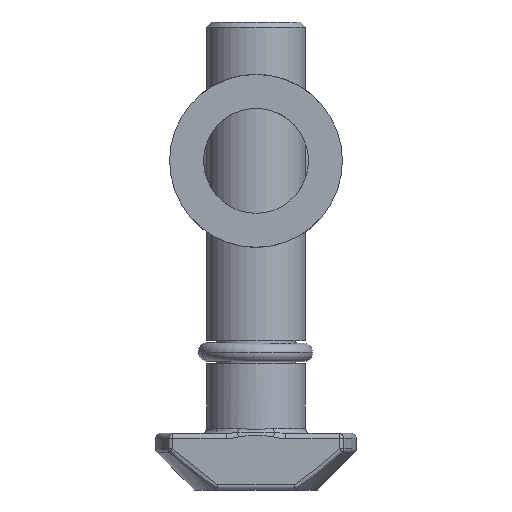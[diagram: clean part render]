
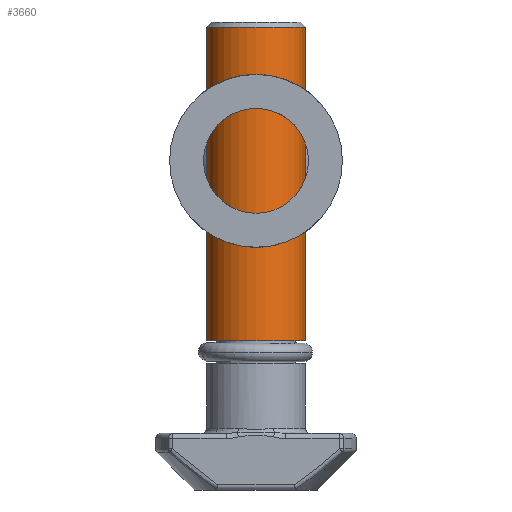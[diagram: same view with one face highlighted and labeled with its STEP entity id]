
A CAD part, front view. The second image highlights one B-rep face of the part: STEP entity #3660.
In plain terms, the highlighted cylindrical face has radius 4.8 mm (diameter 9.6 mm), a partial arc.
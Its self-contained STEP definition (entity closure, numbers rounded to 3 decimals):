
#141 = VERTEX_POINT ( 'NONE', #676 ) ;
#149 = VERTEX_POINT ( 'NONE', #679 ) ;
#676 = CARTESIAN_POINT ( 'NONE',  ( 0., 0.5, -4.8 ) ) ;
#679 = CARTESIAN_POINT ( 'NONE',  ( 0., 0.5, 4.8 ) ) ;
#1657 = CARTESIAN_POINT ( 'NONE',  ( 0., 31., 4.8 ) ) ;
#2172 = CARTESIAN_POINT ( 'NONE',  ( 0., 31., 0. ) ) ;
#2181 = AXIS2_PLACEMENT_3D ( 'NONE', #2172, #2262, #2261 ) ;
#2191 = DIRECTION ( 'NONE',  ( 0., -1., 0. ) ) ;
#2192 = VECTOR ( 'NONE', #2191, 1000. ) ;
#2193 = CARTESIAN_POINT ( 'NONE',  ( 0., 0., 4.8 ) ) ;
#2195 = CIRCLE ( 'NONE', #2181, 4.8 ) ;
#2235 = LINE ( 'NONE', #2193, #2192 ) ;
#2238 = DIRECTION ( 'NONE',  ( 0., -1., 0. ) ) ;
#2239 = CARTESIAN_POINT ( 'NONE',  ( 0., 0., -4.8 ) ) ;
#2247 = VECTOR ( 'NONE', #2238, 1000. ) ;
#2251 = LINE ( 'NONE', #2239, #2247 ) ;
#2253 = CIRCLE ( 'NONE', #2293, 4.8 ) ;
#2259 = CARTESIAN_POINT ( 'NONE',  ( 0., 31., -4.8 ) ) ;
#2261 = DIRECTION ( 'NONE',  ( 0., 0., -1. ) ) ;
#2262 = DIRECTION ( 'NONE',  ( 0., -1., 0. ) ) ;
#2263 = CYLINDRICAL_SURFACE ( 'NONE', #2284, 4.8 ) ;
#2266 = CARTESIAN_POINT ( 'NONE',  ( 0., 0.5, 0. ) ) ;
#2280 = DIRECTION ( 'NONE',  ( 0., -1., 0. ) ) ;
#2284 = AXIS2_PLACEMENT_3D ( 'NONE', #2291, #2280, #2286 ) ;
#2286 = DIRECTION ( 'NONE',  ( 0., 0., -1. ) ) ;
#2288 = DIRECTION ( 'NONE',  ( 0., 0., -1. ) ) ;
#2289 = DIRECTION ( 'NONE',  ( 0., 1., 0. ) ) ;
#2290 = FACE_OUTER_BOUND ( 'NONE', #3644, .T. ) ;
#2291 = CARTESIAN_POINT ( 'NONE',  ( 0., 0., 0. ) ) ;
#2293 = AXIS2_PLACEMENT_3D ( 'NONE', #2266, #2289, #2288 ) ;
#3456 = VERTEX_POINT ( 'NONE', #1657 ) ;
#3637 = EDGE_CURVE ( 'NONE', #3456, #149, #2235, .T. ) ;
#3638 = EDGE_CURVE ( 'NONE', #3456, #3642, #2195, .T. ) ;
#3642 = VERTEX_POINT ( 'NONE', #2259 ) ;
#3644 = EDGE_LOOP ( 'NONE', ( #3652, #3647, #3645, #3656 ) ) ;
#3645 = ORIENTED_EDGE ( 'NONE', *, *, #3655, .T. ) ;
#3647 = ORIENTED_EDGE ( 'NONE', *, *, #3638, .T. ) ;
#3652 = ORIENTED_EDGE ( 'NONE', *, *, #3637, .F. ) ;
#3655 = EDGE_CURVE ( 'NONE', #3642, #141, #2251, .T. ) ;
#3656 = ORIENTED_EDGE ( 'NONE', *, *, #3658, .T. ) ;
#3658 = EDGE_CURVE ( 'NONE', #141, #149, #2253, .T. ) ;
#3660 = ADVANCED_FACE ( 'NONE', ( #2290 ), #2263, .T. ) ;
